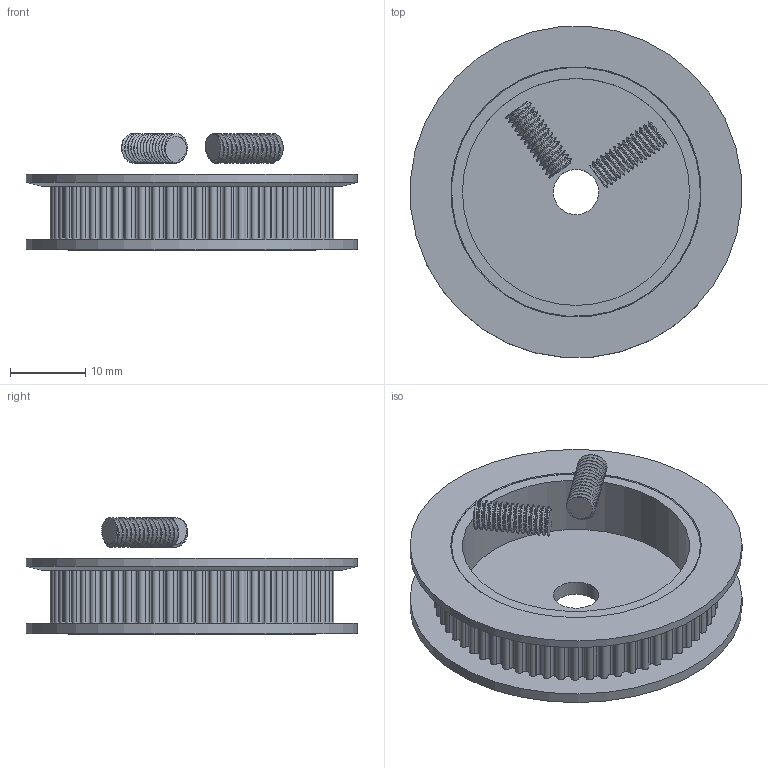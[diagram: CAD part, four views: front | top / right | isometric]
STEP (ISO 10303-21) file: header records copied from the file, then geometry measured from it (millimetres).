
FILE_DESCRIPTION(/* description */ (''),/* implementation_level */ '2;1');
FILE_NAME(/* name */ '60-GT2 8mm bore 6mm belt_v4.step',/* time_stamp */ '2025-03-29T15:18:19+01:00',/* author */ (''),/* organization */ (''),/* preprocessor_version */ 'ST-DEVELOPER v20.1',/* originating_system */ 'Autodesk Translation Framework v14.4.0.0',/* authorisation */ '');
FILE_SCHEMA (('AUTOMOTIVE_DESIGN { 1 0 10303 214 3 1 1 }'));
Length unit declared in the file: millimetre
Products named in the file (1): 60-GT2 8mm bore 6mm belt
Bounding box: 43.87 x 43.87 x 15.46 mm (x, y, z)
Volume: 6420.1 mm3; surface area: 6586.3 mm2
Topology: 3 solids, 3 shells, 357 faces, 1148 edges, 803 vertices
Faces by surface type: plane 132, bspline 124, cylinder 98, cone 3
Full cylindrical faces by diameter (mm): 3.111 x26, 6 x1, 30.1 x1, 33 x1, 33.01 x1, 44 x2
Entity records: 33103 total; most frequent: CARTESIAN_POINT 23916, ORIENTED_EDGE 2296, DIRECTION 1335, EDGE_CURVE 1148, VERTEX_POINT 803, LINE 577, VECTOR 577, B_SPLINE_CURVE_WITH_KNOTS 426
